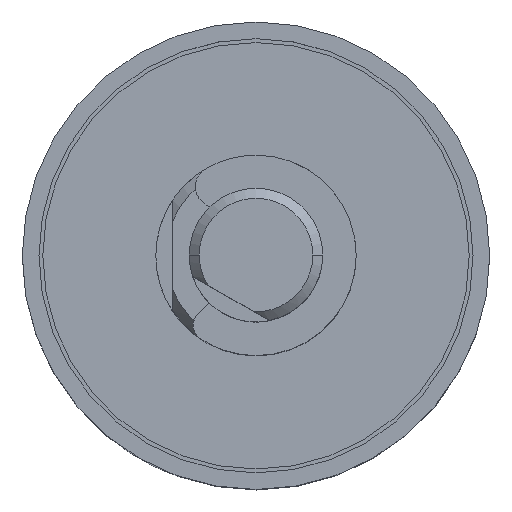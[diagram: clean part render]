
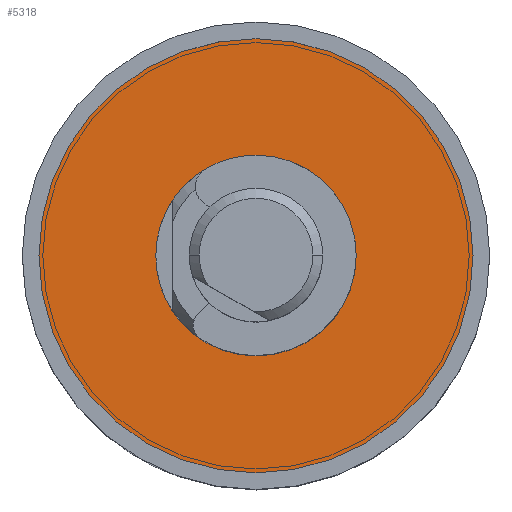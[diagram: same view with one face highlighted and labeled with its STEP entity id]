
A CAD part, top view. The second image highlights one B-rep face of the part: STEP entity #5318.
In plain terms, the highlighted planar face has unit normal (0, 0, 1).
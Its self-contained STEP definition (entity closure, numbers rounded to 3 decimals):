
#155 = DIRECTION ( 'NONE',  ( 1., 0., 0. ) ) ;
#528 = AXIS2_PLACEMENT_3D ( 'NONE', #3051, #7785, #2463 ) ;
#851 = DIRECTION ( 'NONE',  ( 0., 0., 1. ) ) ;
#1081 = PLANE ( 'NONE',  #2547 ) ;
#1454 = EDGE_CURVE ( 'NONE', #3068, #7596, #8483, .T. ) ;
#1547 = EDGE_CURVE ( 'NONE', #7596, #3068, #8042, .T. ) ;
#1996 = CARTESIAN_POINT ( 'NONE',  ( 3., 0., 0.5 ) ) ;
#2279 = VERTEX_POINT ( 'NONE', #4304 ) ;
#2380 = EDGE_CURVE ( 'NONE', #2279, #2791, #2653, .T. ) ;
#2463 = DIRECTION ( 'NONE',  ( 1., 0., 0. ) ) ;
#2547 = AXIS2_PLACEMENT_3D ( 'NONE', #8495, #5204, #7920 ) ;
#2653 = CIRCLE ( 'NONE', #528, 6.5 ) ;
#2791 = VERTEX_POINT ( 'NONE', #4797 ) ;
#2910 = FACE_BOUND ( 'NONE', #8357, .T. ) ;
#3038 = CARTESIAN_POINT ( 'NONE',  ( -3., 0., 0.5 ) ) ;
#3051 = CARTESIAN_POINT ( 'NONE',  ( 0., 0., 0.5 ) ) ;
#3068 = VERTEX_POINT ( 'NONE', #3038 ) ;
#3336 = ORIENTED_EDGE ( 'NONE', *, *, #2380, .T. ) ;
#3434 = FACE_OUTER_BOUND ( 'NONE', #7187, .T. ) ;
#3578 = DIRECTION ( 'NONE',  ( -1., 0., 0. ) ) ;
#3876 = ORIENTED_EDGE ( 'NONE', *, *, #1547, .T. ) ;
#4137 = EDGE_CURVE ( 'NONE', #2791, #2279, #4204, .T. ) ;
#4165 = ORIENTED_EDGE ( 'NONE', *, *, #1454, .T. ) ;
#4175 = CARTESIAN_POINT ( 'NONE',  ( 0., 0., 0.5 ) ) ;
#4204 = CIRCLE ( 'NONE', #5804, 6.5 ) ;
#4304 = CARTESIAN_POINT ( 'NONE',  ( 6.5, 0., 0.5 ) ) ;
#4341 = DIRECTION ( 'NONE',  ( -1., 0., 0. ) ) ;
#4797 = CARTESIAN_POINT ( 'NONE',  ( -6.5, 0., 0.5 ) ) ;
#5204 = DIRECTION ( 'NONE',  ( 0., 0., 1. ) ) ;
#5318 = ADVANCED_FACE ( 'NONE', ( #2910, #3434 ), #1081, .T. ) ;
#5421 = DIRECTION ( 'NONE',  ( 0., 0., -1. ) ) ;
#5699 = DIRECTION ( 'NONE',  ( 0., 0., -1. ) ) ;
#5804 = AXIS2_PLACEMENT_3D ( 'NONE', #4175, #851, #155 ) ;
#6627 = AXIS2_PLACEMENT_3D ( 'NONE', #7415, #5421, #3578 ) ;
#6691 = AXIS2_PLACEMENT_3D ( 'NONE', #7019, #5699, #4341 ) ;
#7019 = CARTESIAN_POINT ( 'NONE',  ( 0., 0., 0.5 ) ) ;
#7187 = EDGE_LOOP ( 'NONE', ( #3336, #7653 ) ) ;
#7415 = CARTESIAN_POINT ( 'NONE',  ( 0., 0., 0.5 ) ) ;
#7596 = VERTEX_POINT ( 'NONE', #1996 ) ;
#7653 = ORIENTED_EDGE ( 'NONE', *, *, #4137, .T. ) ;
#7785 = DIRECTION ( 'NONE',  ( 0., 0., 1. ) ) ;
#7920 = DIRECTION ( 'NONE',  ( 1., 0., 0. ) ) ;
#8042 = CIRCLE ( 'NONE', #6691, 3. ) ;
#8357 = EDGE_LOOP ( 'NONE', ( #4165, #3876 ) ) ;
#8483 = CIRCLE ( 'NONE', #6627, 3. ) ;
#8495 = CARTESIAN_POINT ( 'NONE',  ( 3., 0., 0.5 ) ) ;
